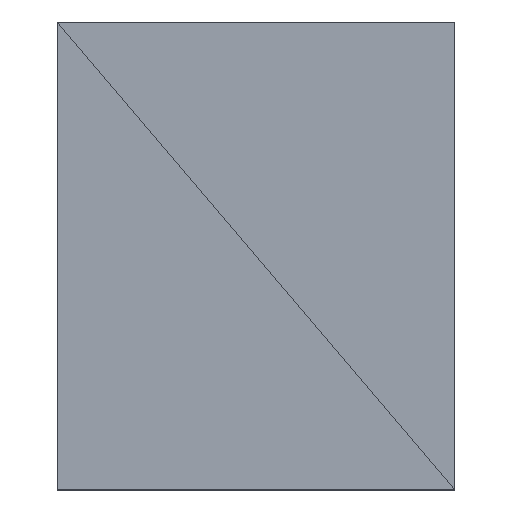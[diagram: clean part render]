
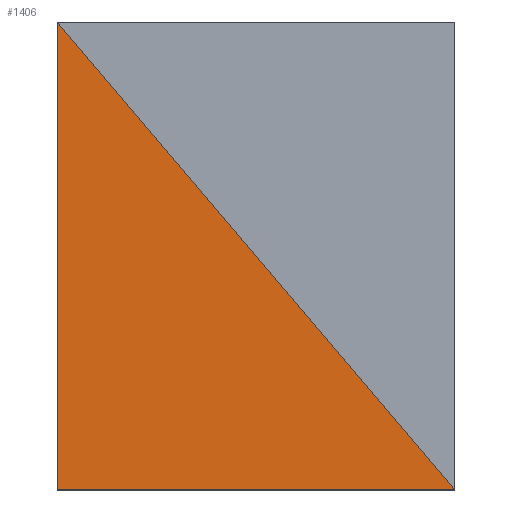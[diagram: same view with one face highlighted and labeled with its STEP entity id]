
A CAD part, top view. The second image highlights one B-rep face of the part: STEP entity #1406.
In plain terms, the highlighted planar face has unit normal (0, 0, 1).
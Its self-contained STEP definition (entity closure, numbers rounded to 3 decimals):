
#1339 = VERTEX_POINT('',#1340);
#1340 = CARTESIAN_POINT('',(8.5,-10.,14.));
#1388 = VERTEX_POINT('',#1389);
#1389 = CARTESIAN_POINT('',(-8.5,10.,14.));
#1395 = EDGE_CURVE('',#1388,#1339,#1396,.T.);
#1396 = LINE('',#1397,#1398);
#1397 = CARTESIAN_POINT('',(-8.5,10.,14.));
#1398 = VECTOR('',#1399,1.);
#1399 = DIRECTION('',(0.648,-0.762,0.));
#1406 = ADVANCED_FACE('',(#1407),#1424,.T.);
#1407 = FACE_BOUND('',#1408,.T.);
#1408 = EDGE_LOOP('',(#1409,#1417,#1418));
#1409 = ORIENTED_EDGE('',*,*,#1410,.T.);
#1410 = EDGE_CURVE('',#1411,#1339,#1413,.T.);
#1411 = VERTEX_POINT('',#1412);
#1412 = CARTESIAN_POINT('',(-8.5,-10.,14.));
#1413 = LINE('',#1414,#1415);
#1414 = CARTESIAN_POINT('',(-8.5,-10.,14.));
#1415 = VECTOR('',#1416,1.);
#1416 = DIRECTION('',(1.,0.,0.));
#1417 = ORIENTED_EDGE('',*,*,#1395,.F.);
#1418 = ORIENTED_EDGE('',*,*,#1419,.T.);
#1419 = EDGE_CURVE('',#1388,#1411,#1420,.T.);
#1420 = LINE('',#1421,#1422);
#1421 = CARTESIAN_POINT('',(-8.5,10.,14.));
#1422 = VECTOR('',#1423,1.);
#1423 = DIRECTION('',(0.,-1.,0.));
#1424 = PLANE('',#1425);
#1425 = AXIS2_PLACEMENT_3D('',#1426,#1427,#1428);
#1426 = CARTESIAN_POINT('',(-2.688,-2.688,14.));
#1427 = DIRECTION('',(0.,0.,1.));
#1428 = DIRECTION('',(1.,0.,-0.));
